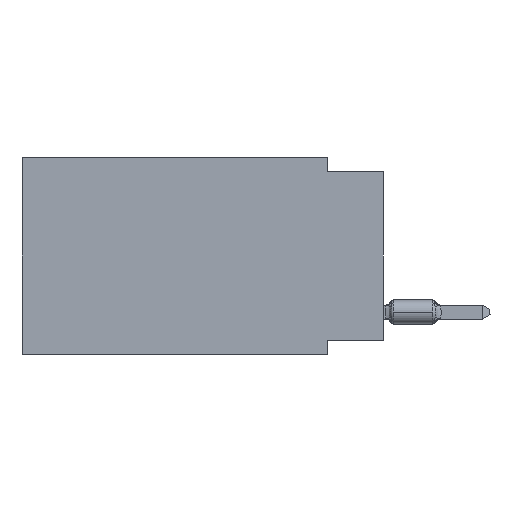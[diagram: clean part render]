
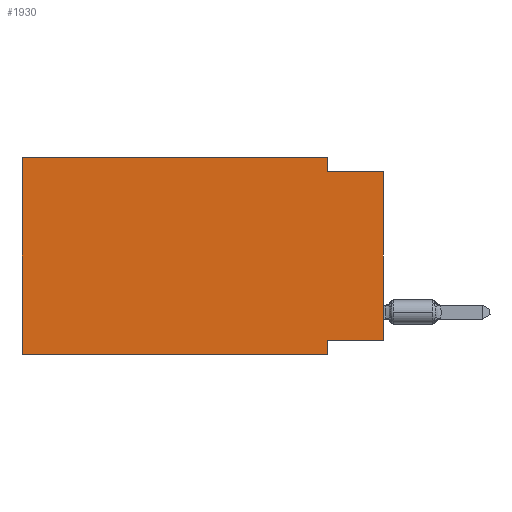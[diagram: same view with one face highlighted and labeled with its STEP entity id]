
A CAD part, left-side view. The second image highlights one B-rep face of the part: STEP entity #1930.
In plain terms, the highlighted planar face has unit normal (-1, 0, 0).
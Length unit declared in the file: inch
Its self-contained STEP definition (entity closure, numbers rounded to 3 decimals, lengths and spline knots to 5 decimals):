
#423 = VECTOR ( 'NONE', #19628, 39.37008 ) ;
#481 = VECTOR ( 'NONE', #11807, 39.37008 ) ;
#1700 = ORIENTED_EDGE ( 'NONE', *, *, #11542, .F. ) ;
#1930 = ADVANCED_FACE ( 'NONE', ( #11429 ), #17514, .F. ) ;
#3143 = DIRECTION ( 'NONE',  ( 0., 0., -1. ) ) ;
#3655 = EDGE_CURVE ( 'NONE', #7823, #12907, #24443, .T. ) ;
#3935 = VECTOR ( 'NONE', #26746, 39.37008 ) ;
#4319 = VECTOR ( 'NONE', #27031, 39.37008 ) ;
#4973 = EDGE_CURVE ( 'NONE', #18666, #20028, #25768, .T. ) ;
#5089 = LINE ( 'NONE', #13920, #21755 ) ;
#5439 = CARTESIAN_POINT ( 'NONE',  ( 0., 0.1, -0.025 ) ) ;
#5874 = CARTESIAN_POINT ( 'NONE',  ( 0., 0., 0. ) ) ;
#5909 = CARTESIAN_POINT ( 'NONE',  ( 0., 0., -0.325 ) ) ;
#6499 = LINE ( 'NONE', #14785, #4319 ) ;
#7186 = VECTOR ( 'NONE', #16120, 39.37008 ) ;
#7823 = VERTEX_POINT ( 'NONE', #21458 ) ;
#8380 = VECTOR ( 'NONE', #13246, 39.37008 ) ;
#8906 = EDGE_LOOP ( 'NONE', ( #9646, #14730, #19572, #26576, #1700, #23682, #16862, #26156 ) ) ;
#9506 = CARTESIAN_POINT ( 'NONE',  ( 0., 0.1, 0. ) ) ;
#9646 = ORIENTED_EDGE ( 'NONE', *, *, #3655, .T. ) ;
#9900 = VERTEX_POINT ( 'NONE', #24662 ) ;
#11028 = CARTESIAN_POINT ( 'NONE',  ( 0., 0.645, 0. ) ) ;
#11429 = FACE_OUTER_BOUND ( 'NONE', #8906, .T. ) ;
#11443 = DIRECTION ( 'NONE',  ( 0., 0., -1. ) ) ;
#11542 = EDGE_CURVE ( 'NONE', #15936, #18666, #15172, .T. ) ;
#11693 = DIRECTION ( 'NONE',  ( 1., 0., 0. ) ) ;
#11807 = DIRECTION ( 'NONE',  ( 0., 0., 1. ) ) ;
#12907 = VERTEX_POINT ( 'NONE', #23011 ) ;
#13246 = DIRECTION ( 'NONE',  ( 0., 0., 1. ) ) ;
#13494 = AXIS2_PLACEMENT_3D ( 'NONE', #17796, #11693, #3143 ) ;
#13920 = CARTESIAN_POINT ( 'NONE',  ( 0., 0.1, 0. ) ) ;
#14730 = ORIENTED_EDGE ( 'NONE', *, *, #26278, .F. ) ;
#14785 = CARTESIAN_POINT ( 'NONE',  ( 0., 0., -0.025 ) ) ;
#15172 = LINE ( 'NONE', #11028, #8380 ) ;
#15936 = VERTEX_POINT ( 'NONE', #22280 ) ;
#16120 = DIRECTION ( 'NONE',  ( 0., 1., 0. ) ) ;
#16201 = CARTESIAN_POINT ( 'NONE',  ( 0., 0.645, 0. ) ) ;
#16412 = LINE ( 'NONE', #5909, #7186 ) ;
#16667 = EDGE_CURVE ( 'NONE', #7823, #20226, #16412, .T. ) ;
#16862 = ORIENTED_EDGE ( 'NONE', *, *, #23478, .F. ) ;
#17514 = PLANE ( 'NONE',  #13494 ) ;
#17755 = EDGE_CURVE ( 'NONE', #20028, #19708, #5089, .T. ) ;
#17796 = CARTESIAN_POINT ( 'NONE',  ( 0., 0.645, 0. ) ) ;
#17994 = LINE ( 'NONE', #26481, #27286 ) ;
#18264 = CARTESIAN_POINT ( 'NONE',  ( 0., 0.645, -0.35 ) ) ;
#18666 = VERTEX_POINT ( 'NONE', #16201 ) ;
#19211 = CARTESIAN_POINT ( 'NONE',  ( 0., 0.645, 0. ) ) ;
#19572 = ORIENTED_EDGE ( 'NONE', *, *, #17755, .F. ) ;
#19628 = DIRECTION ( 'NONE',  ( 0., -1., 0. ) ) ;
#19708 = VERTEX_POINT ( 'NONE', #5439 ) ;
#19947 = DIRECTION ( 'NONE',  ( 0., 0., -1. ) ) ;
#20028 = VERTEX_POINT ( 'NONE', #9506 ) ;
#20226 = VERTEX_POINT ( 'NONE', #25846 ) ;
#21458 = CARTESIAN_POINT ( 'NONE',  ( 0., 0., -0.325 ) ) ;
#21755 = VECTOR ( 'NONE', #11443, 39.37008 ) ;
#22280 = CARTESIAN_POINT ( 'NONE',  ( 0., 0.645, -0.35 ) ) ;
#23011 = CARTESIAN_POINT ( 'NONE',  ( 0., 0., -0.025 ) ) ;
#23478 = EDGE_CURVE ( 'NONE', #20226, #9900, #17994, .T. ) ;
#23682 = ORIENTED_EDGE ( 'NONE', *, *, #27403, .T. ) ;
#24443 = LINE ( 'NONE', #5874, #481 ) ;
#24662 = CARTESIAN_POINT ( 'NONE',  ( 0., 0.1, -0.35 ) ) ;
#25768 = LINE ( 'NONE', #19211, #423 ) ;
#25846 = CARTESIAN_POINT ( 'NONE',  ( 0., 0.1, -0.325 ) ) ;
#26156 = ORIENTED_EDGE ( 'NONE', *, *, #16667, .F. ) ;
#26278 = EDGE_CURVE ( 'NONE', #19708, #12907, #6499, .T. ) ;
#26481 = CARTESIAN_POINT ( 'NONE',  ( 0., 0.1, -0.35 ) ) ;
#26576 = ORIENTED_EDGE ( 'NONE', *, *, #4973, .F. ) ;
#26619 = LINE ( 'NONE', #18264, #3935 ) ;
#26746 = DIRECTION ( 'NONE',  ( 0., -1., 0. ) ) ;
#27031 = DIRECTION ( 'NONE',  ( 0., -1., 0. ) ) ;
#27286 = VECTOR ( 'NONE', #19947, 39.37008 ) ;
#27403 = EDGE_CURVE ( 'NONE', #15936, #9900, #26619, .T. ) ;
